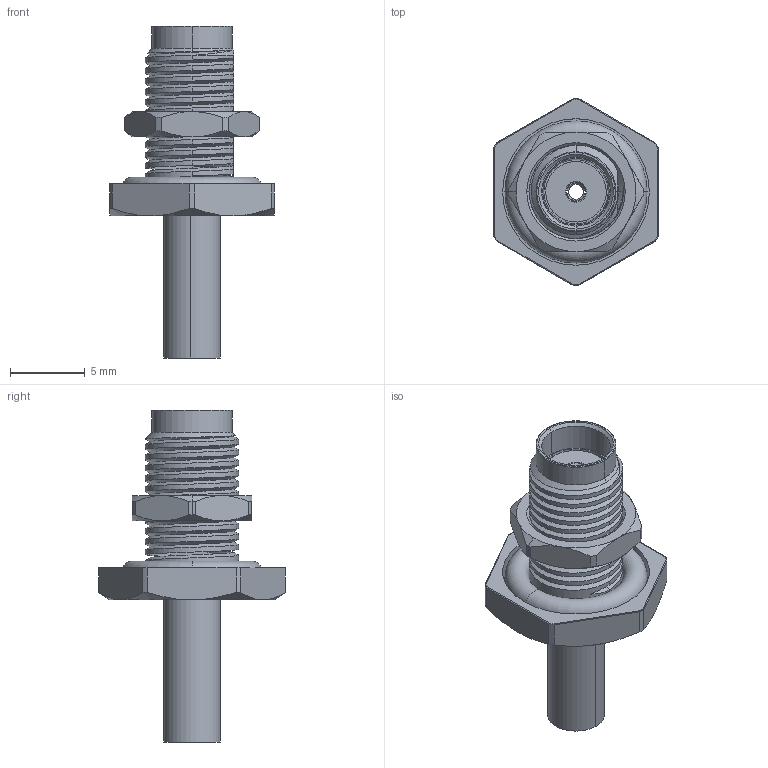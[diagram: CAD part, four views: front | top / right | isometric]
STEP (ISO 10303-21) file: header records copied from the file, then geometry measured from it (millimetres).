
FILE_DESCRIPTION (( 'STEP AP214' ), '1' );
FILE_NAME ('30-254-D3-AD.STEP', '2024-08-09T07:49:22', ( '' ), ( '' ), 'SwSTEP 2.0', 'SolidWorks 2024', '' );
FILE_SCHEMA (( 'AUTOMOTIVE_DESIGN' ));
Length unit declared in the file: millimetre
Products named in the file (1): 30-254-D3-AD
Bounding box: 11.02 x 12.5 x 22.2 mm (x, y, z)
Surface area: 1123.2 mm2 (no closed solid volume)
Topology: 0 solids, 6 shells, 167 faces, 460 edges, 296 vertices
Faces by surface type: cylinder 68, cone 36, plane 26, bspline 24, torus 13
Entity records: 13963 total; most frequent: CARTESIAN_POINT 10217, ORIENTED_EDGE 857, DIRECTION 675, EDGE_CURVE 460, VERTEX_POINT 296, AXIS2_PLACEMENT_3D 274, EDGE_LOOP 176, ADVANCED_FACE 167
